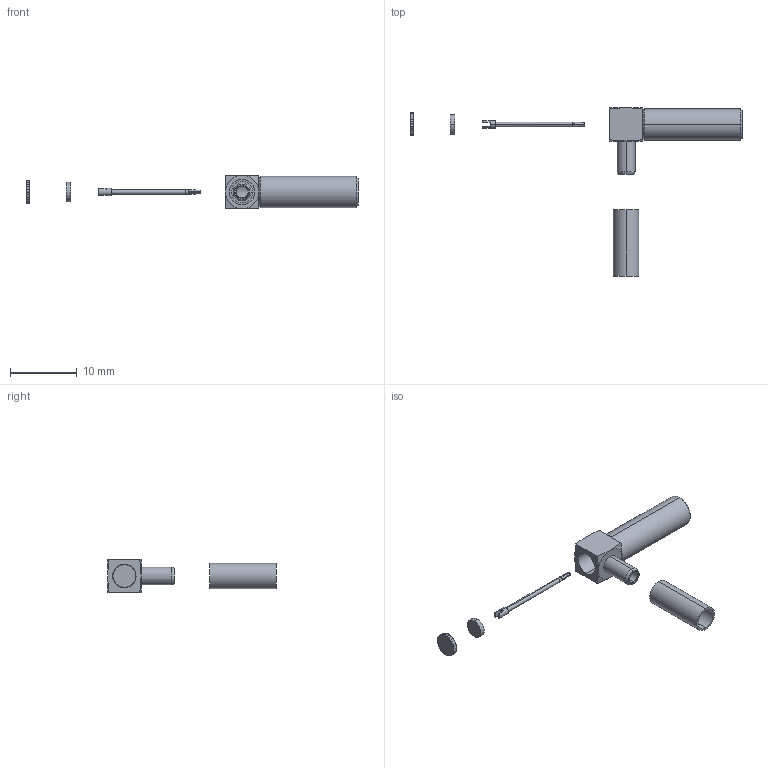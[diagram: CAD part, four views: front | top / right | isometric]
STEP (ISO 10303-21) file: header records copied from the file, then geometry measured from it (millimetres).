
FILE_DESCRIPTION (( 'STEP AP214' ), '1' );
FILE_NAME ('ASNP-1100.STEP', '2019-07-09T14:30:27', ( '' ), ( '' ), 'SwSTEP 2.0', 'SolidWorks 2018', '' );
FILE_SCHEMA (( 'AUTOMOTIVE_DESIGN' ));
Length unit declared in the file: millimetre
Products named in the file (6): ASNP-1100-MA2; ASNP-1100-MA5; ASNP-1100; ASNP-1100-MA3; ASNP-1100-MA1; ASNP-1100-MA4
Assembly tree (5 placements, depth 2):
  ASNP-1100
    ASNP-1100-MA1
    ASNP-1100-MA2
    ASNP-1100-MA3
    ASNP-1100-MA4
    ASNP-1100-MA5
Bounding box: 49.83 x 25.29 x 5 mm (x, y, z)
Volume: 370.6 mm3; surface area: 970.2 mm2
Topology: 5 solids, 5 shells, 193 faces, 485 edges, 308 vertices
Faces by surface type: cylinder 73, plane 66, cone 54
Entity records: 6239 total; most frequent: CARTESIAN_POINT 1321, DIRECTION 1039, ORIENTED_EDGE 966, EDGE_CURVE 483, AXIS2_PLACEMENT_3D 434, VERTEX_POINT 308, CIRCLE 233, EDGE_LOOP 207
